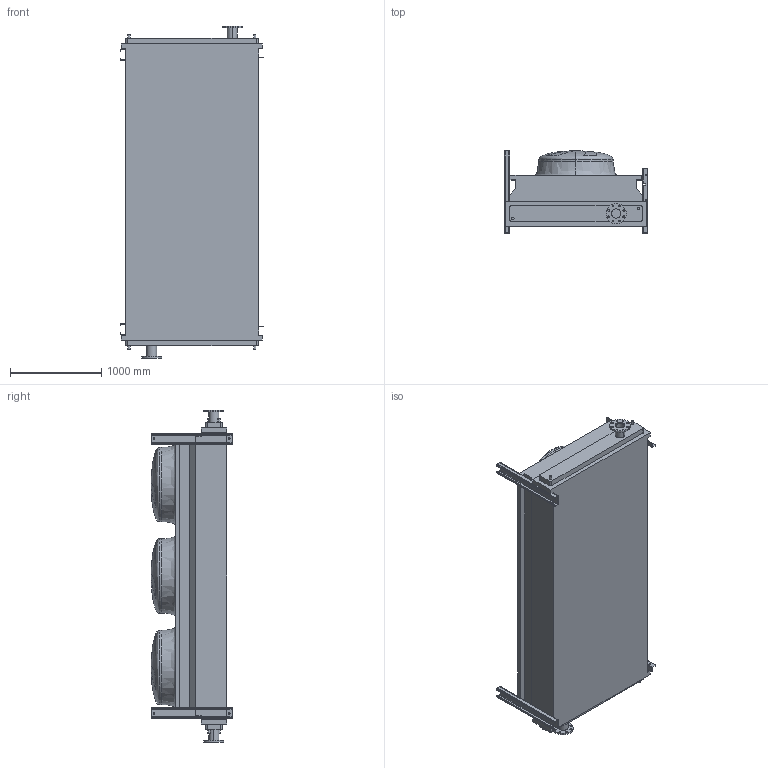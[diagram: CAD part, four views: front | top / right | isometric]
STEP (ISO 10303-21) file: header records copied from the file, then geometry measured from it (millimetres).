
FILE_DESCRIPTION (( 'STEP AP203' ), '1' );
FILE_NAME ('BOAC_03C-V-OS.step', '2022-05-06T11:48:03', ( '' ), ( '' ), 'SwSTEP 2.0', 'SolidWorks 2019', '' );
FILE_SCHEMA (( 'CONFIG_CONTROL_DESIGN' ));
Length unit declared in the file: millimetre
Products named in the file (1): BOAC_03C-V-OS
Bounding box: 1568 x 895 x 3630 mm (x, y, z)
Volume: 2910258028.7 mm3; surface area: 18442677.4 mm2
Topology: 5 solids, 5 shells, 277 faces, 779 edges, 525 vertices
Faces by surface type: cylinder 138, plane 106, bspline 33
Entity records: 12603 total; most frequent: CARTESIAN_POINT 5218, ORIENTED_EDGE 1546, DIRECTION 1512, EDGE_CURVE 773, AXIS2_PLACEMENT_3D 557, VERTEX_POINT 525, VECTOR 398, LINE 398
